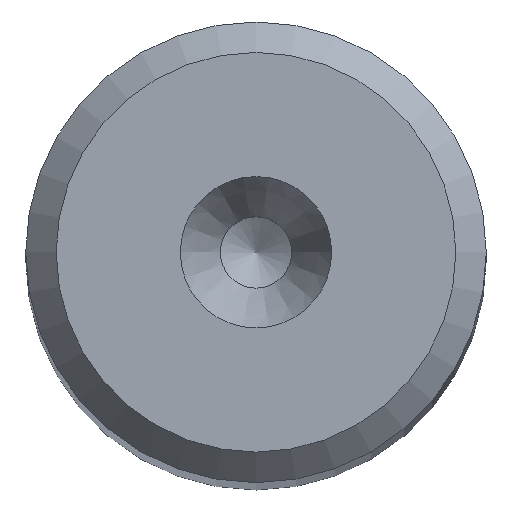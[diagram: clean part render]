
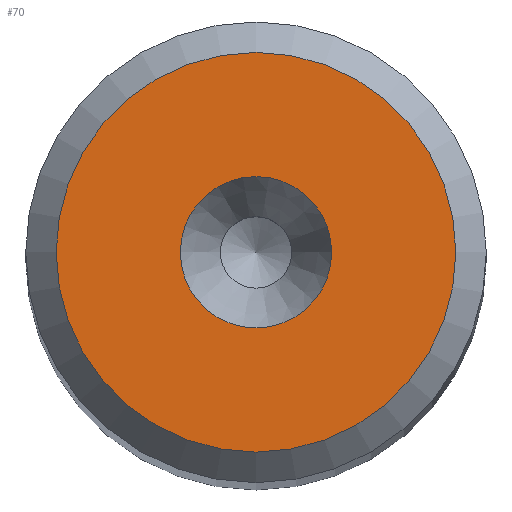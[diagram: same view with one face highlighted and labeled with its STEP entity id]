
A CAD part, top view. The second image highlights one B-rep face of the part: STEP entity #70.
In plain terms, the highlighted planar face has unit normal (0, 0, 1).
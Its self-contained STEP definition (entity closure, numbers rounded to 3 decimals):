
#59=PLANE('',#179);
#70=ADVANCED_FACE('',(#85,#86),#59,.F.);
#85=FACE_BOUND('',#104,.T.);
#86=FACE_BOUND('',#105,.T.);
#104=EDGE_LOOP('',(#124));
#105=EDGE_LOOP('',(#125));
#124=ORIENTED_EDGE('',*,*,#153,.T.);
#125=ORIENTED_EDGE('',*,*,#154,.F.);
#142=VERTEX_POINT('',#250);
#143=VERTEX_POINT('',#252);
#153=EDGE_CURVE('',#142,#142,#163,.T.);
#154=EDGE_CURVE('',#143,#143,#164,.T.);
#163=CIRCLE('',#177,2.65);
#164=CIRCLE('',#178,6.996);
#177=AXIS2_PLACEMENT_3D('',#249,#207,#208);
#178=AXIS2_PLACEMENT_3D('',#251,#209,#210);
#179=AXIS2_PLACEMENT_3D('',#253,#211,#212);
#207=DIRECTION('',(0.,0.,-1.));
#208=DIRECTION('',(-1.,0.,0.));
#209=DIRECTION('',(0.,0.,-1.));
#210=DIRECTION('',(-1.,0.,0.));
#211=DIRECTION('',(0.,0.,-1.));
#212=DIRECTION('',(-1.,0.,0.));
#249=CARTESIAN_POINT('',(0.,0.,165.));
#250=CARTESIAN_POINT('',(-2.65,0.,165.));
#251=CARTESIAN_POINT('',(0.,0.,165.));
#252=CARTESIAN_POINT('',(-6.996,0.,165.));
#253=CARTESIAN_POINT('',(0.,0.,165.));
